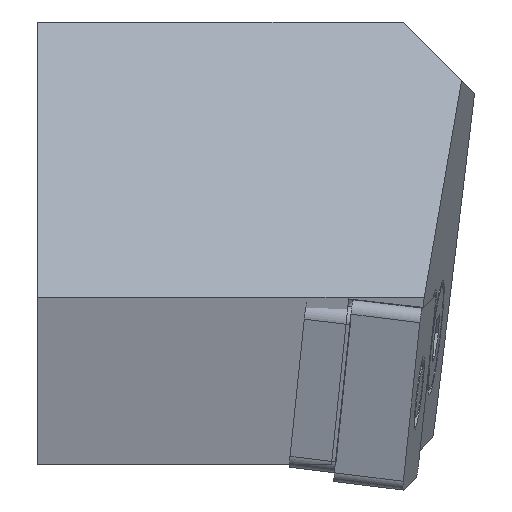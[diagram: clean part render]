
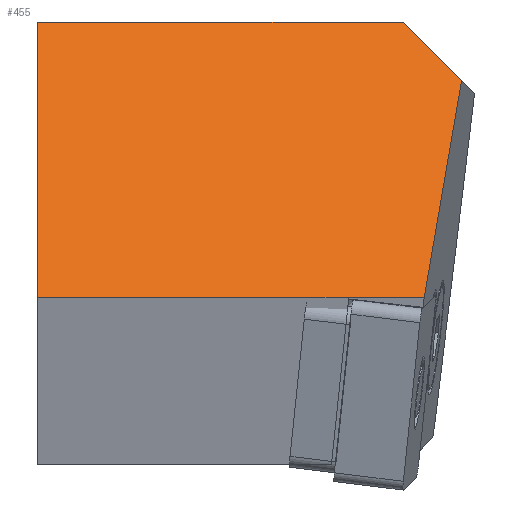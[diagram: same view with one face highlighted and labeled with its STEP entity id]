
A CAD part, top view. The second image highlights one B-rep face of the part: STEP entity #455.
In plain terms, the highlighted planar face has unit normal (0, 0.574, 0.819).
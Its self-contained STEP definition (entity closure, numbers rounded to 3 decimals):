
#212=CARTESIAN_POINT('',(0.,-18.829,151.845));
#213=VERTEX_POINT('',#212);
#214=CARTESIAN_POINT('',(0.,0.0,138.661));
#215=VERTEX_POINT('',#214);
#216=CARTESIAN_POINT('',(0.,-18.829,151.845));
#217=DIRECTION('',(0.,0.819,-0.574));
#218=VECTOR('',#217,22.986);
#219=LINE('',#216,#218);
#220=EDGE_CURVE('',#213,#215,#219,.T.);
#301=CARTESIAN_POINT('',(28.981,-3.981,141.449));
#302=VERTEX_POINT('',#301);
#309=CARTESIAN_POINT('',(26.426,-18.829,151.845));
#310=VERTEX_POINT('',#309);
#311=CARTESIAN_POINT('',(28.981,-3.981,141.449));
#312=DIRECTION('',(-0.14,-0.811,0.568));
#313=VECTOR('',#312,18.305);
#314=LINE('',#311,#313);
#315=EDGE_CURVE('',#302,#310,#314,.T.);
#391=CARTESIAN_POINT('',(25.0,0.0,138.661));
#392=VERTEX_POINT('',#391);
#399=CARTESIAN_POINT('',(28.981,-3.981,141.449));
#400=DIRECTION('',(-0.634,0.634,-0.444));
#401=VECTOR('',#400,6.283);
#402=LINE('',#399,#401);
#403=EDGE_CURVE('',#302,#392,#402,.T.);
#433=CARTESIAN_POINT('',(25.0,0.0,138.661));
#434=DIRECTION('',(0.,-0.574,-0.819));
#435=DIRECTION('',(-1.0,0.0,0.0));
#436=AXIS2_PLACEMENT_3D('',#433,#434,#435);
#437=PLANE('',#436);
#438=ORIENTED_EDGE('',*,*,#403,.T.);
#439=CARTESIAN_POINT('',(0.,0.0,138.661));
#440=DIRECTION('',(1.0,0.0,0.0));
#441=VECTOR('',#440,25.);
#442=LINE('',#439,#441);
#443=EDGE_CURVE('',#215,#392,#442,.T.);
#444=ORIENTED_EDGE('',*,*,#443,.F.);
#445=ORIENTED_EDGE('',*,*,#220,.F.);
#446=CARTESIAN_POINT('',(26.426,-18.829,151.845));
#447=DIRECTION('',(-1.0,0.0,0.0));
#448=VECTOR('',#447,26.426);
#449=LINE('',#446,#448);
#450=EDGE_CURVE('',#310,#213,#449,.T.);
#451=ORIENTED_EDGE('',*,*,#450,.F.);
#452=ORIENTED_EDGE('',*,*,#315,.F.);
#453=EDGE_LOOP('',(#438,#444,#445,#451,#452));
#454=FACE_OUTER_BOUND('',#453,.T.);
#455=ADVANCED_FACE('',(#454),#437,.F.);
